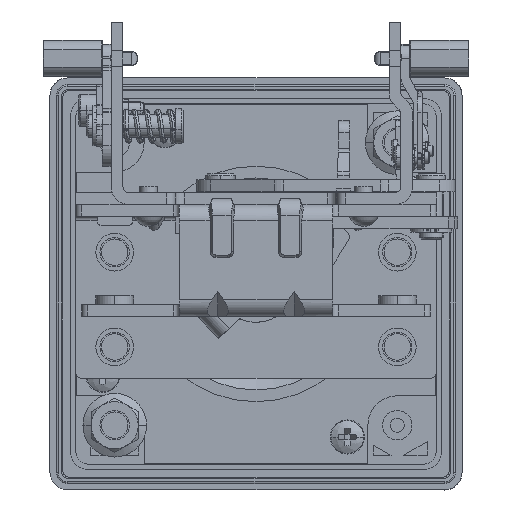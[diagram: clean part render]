
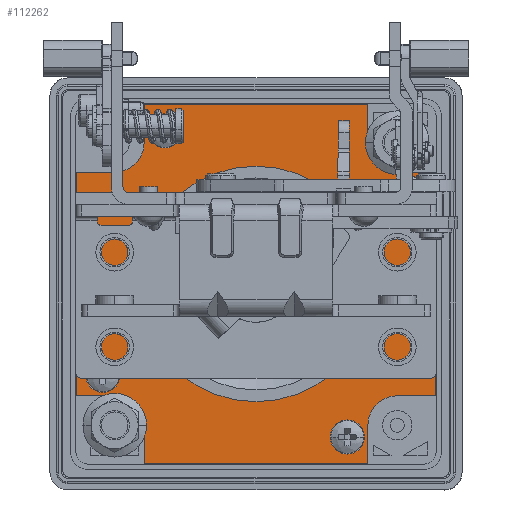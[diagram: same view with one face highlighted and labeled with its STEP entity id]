
A CAD part, front view. The second image highlights one B-rep face of the part: STEP entity #112262.
In plain terms, the highlighted face is planar.
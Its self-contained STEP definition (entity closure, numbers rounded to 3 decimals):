
#105931=CARTESIAN_POINT('',(-24.,-24.,0.5));
#105932=DIRECTION('',(0.,0.,-1.));
#105933=DIRECTION('',(0.,1.,0.));
#105934=AXIS2_PLACEMENT_3D('',#105931,#105932,#105933);
#105936=CARTESIAN_POINT('',(24.,-24.,0.5));
#105937=DIRECTION('',(0.,0.,-1.));
#105938=DIRECTION('',(-1.,0.,0.));
#105939=AXIS2_PLACEMENT_3D('',#105936,#105937,#105938);
#105941=CARTESIAN_POINT('',(24.,24.,0.5));
#105942=DIRECTION('',(0.,0.,-1.));
#105943=DIRECTION('',(0.,-1.,0.));
#105944=AXIS2_PLACEMENT_3D('',#105941,#105942,#105943);
#105946=CARTESIAN_POINT('',(-24.,24.,0.5));
#105947=DIRECTION('',(0.,0.,-1.));
#105948=DIRECTION('',(1.,0.,0.));
#105949=AXIS2_PLACEMENT_3D('',#105946,#105947,#105948);
#105951=CARTESIAN_POINT('',(0.,0.,0.5));
#105952=DIRECTION('',(0.,0.,-1.));
#105953=DIRECTION('',(0.,1.,0.));
#105954=AXIS2_PLACEMENT_3D('',#105951,#105952,#105953);
#105956=CARTESIAN_POINT('',(0.,0.,0.5));
#105957=DIRECTION('',(0.,0.,-1.));
#105958=DIRECTION('',(1.,0.,0.));
#105959=AXIS2_PLACEMENT_3D('',#105956,#105957,#105958);
#105961=CARTESIAN_POINT('',(0.,0.,0.5));
#105962=DIRECTION('',(0.,0.,-1.));
#105963=DIRECTION('',(0.,-1.,0.));
#105964=AXIS2_PLACEMENT_3D('',#105961,#105962,#105963);
#105966=CARTESIAN_POINT('',(0.,0.,0.5));
#105967=DIRECTION('',(0.,0.,-1.));
#105968=DIRECTION('',(-1.,0.,0.));
#105969=AXIS2_PLACEMENT_3D('',#105966,#105967,#105968);
#105971=CARTESIAN_POINT('',(-26.,15.5,0.5));
#105972=DIRECTION('',(0.,0.,-1.));
#105973=DIRECTION('',(0.,-1.,0.));
#105974=AXIS2_PLACEMENT_3D('',#105971,#105972,#105973);
#105976=CARTESIAN_POINT('',(-26.,15.5,0.5));
#105977=DIRECTION('',(0.,0.,-1.));
#105978=DIRECTION('',(0.,1.,0.));
#105979=AXIS2_PLACEMENT_3D('',#105976,#105977,#105978);
#105981=CARTESIAN_POINT('',(-15.5,-26.,0.5));
#105982=DIRECTION('',(0.,0.,-1.));
#105983=DIRECTION('',(0.,-1.,0.));
#105984=AXIS2_PLACEMENT_3D('',#105981,#105982,#105983);
#105986=CARTESIAN_POINT('',(-15.5,-26.,0.5));
#105987=DIRECTION('',(0.,0.,-1.));
#105988=DIRECTION('',(0.,1.,0.));
#105989=AXIS2_PLACEMENT_3D('',#105986,#105987,#105988);
#105991=CARTESIAN_POINT('',(15.5,26.,0.5));
#105992=DIRECTION('',(0.,0.,-1.));
#105993=DIRECTION('',(0.,-1.,0.));
#105994=AXIS2_PLACEMENT_3D('',#105991,#105992,#105993);
#105996=CARTESIAN_POINT('',(15.5,26.,0.5));
#105997=DIRECTION('',(0.,0.,-1.));
#105998=DIRECTION('',(0.,1.,0.));
#105999=AXIS2_PLACEMENT_3D('',#105996,#105997,#105998);
#106001=CARTESIAN_POINT('',(26.,-15.5,0.5));
#106002=DIRECTION('',(0.,0.,-1.));
#106003=DIRECTION('',(0.,-1.,0.));
#106004=AXIS2_PLACEMENT_3D('',#106001,#106002,#106003);
#106006=CARTESIAN_POINT('',(26.,-15.5,0.5));
#106007=DIRECTION('',(0.,0.,-1.));
#106008=DIRECTION('',(0.,1.,0.));
#106009=AXIS2_PLACEMENT_3D('',#106006,#106007,#106008);
#106015=DIRECTION('',(1.,0.,0.));
#106016=VECTOR('',#106015,6.5);
#106017=CARTESIAN_POINT('',(-30.5,19.,0.5));
#106018=LINE('',#106017,#106016);
#106023=DIRECTION('',(0.,1.,0.));
#106024=VECTOR('',#106023,38.);
#106025=CARTESIAN_POINT('',(-30.5,-19.,0.5));
#106026=LINE('',#106025,#106024);
#106027=DIRECTION('',(-1.,0.,0.));
#106028=VECTOR('',#106027,6.5);
#106029=CARTESIAN_POINT('',(-24.,-19.,0.5));
#106030=LINE('',#106029,#106028);
#106043=DIRECTION('',(0.,1.,0.));
#106044=VECTOR('',#106043,6.5);
#106045=CARTESIAN_POINT('',(-19.,-30.5,0.5));
#106046=LINE('',#106045,#106044);
#106051=DIRECTION('',(-1.,0.,0.));
#106052=VECTOR('',#106051,38.);
#106053=CARTESIAN_POINT('',(19.,-30.5,0.5));
#106054=LINE('',#106053,#106052);
#106055=DIRECTION('',(0.,-1.,0.));
#106056=VECTOR('',#106055,6.5);
#106057=CARTESIAN_POINT('',(19.,-24.,0.5));
#106058=LINE('',#106057,#106056);
#106071=DIRECTION('',(-1.,0.,0.));
#106072=VECTOR('',#106071,6.5);
#106073=CARTESIAN_POINT('',(30.5,-19.,0.5));
#106074=LINE('',#106073,#106072);
#106079=DIRECTION('',(0.,-1.,0.));
#106080=VECTOR('',#106079,38.);
#106081=CARTESIAN_POINT('',(30.5,19.,0.5));
#106082=LINE('',#106081,#106080);
#106083=DIRECTION('',(1.,0.,0.));
#106084=VECTOR('',#106083,6.5);
#106085=CARTESIAN_POINT('',(24.,19.,0.5));
#106086=LINE('',#106085,#106084);
#106099=DIRECTION('',(0.,-1.,0.));
#106100=VECTOR('',#106099,6.5);
#106101=CARTESIAN_POINT('',(19.,30.5,0.5));
#106102=LINE('',#106101,#106100);
#106107=DIRECTION('',(1.,0.,0.));
#106108=VECTOR('',#106107,38.);
#106109=CARTESIAN_POINT('',(-19.,30.5,0.5));
#106110=LINE('',#106109,#106108);
#106111=DIRECTION('',(0.,1.,0.));
#106112=VECTOR('',#106111,6.5);
#106113=CARTESIAN_POINT('',(-19.,24.,0.5));
#106114=LINE('',#106113,#106112);
#107801=CARTESIAN_POINT('',(0.,-20.,0.5));
#107802=VERTEX_POINT('',#107801);
#107803=CARTESIAN_POINT('',(20.,0.,0.5));
#107804=VERTEX_POINT('',#107803);
#107805=CARTESIAN_POINT('',(0.,20.,0.5));
#107806=VERTEX_POINT('',#107805);
#107811=CARTESIAN_POINT('',(-20.,0.,0.5));
#107812=VERTEX_POINT('',#107811);
#107813=CARTESIAN_POINT('',(-30.5,19.,0.5));
#107814=CARTESIAN_POINT('',(-24.,19.,0.5));
#107815=VERTEX_POINT('',#107813);
#107816=VERTEX_POINT('',#107814);
#107817=CARTESIAN_POINT('',(-30.5,-19.,0.5));
#107818=VERTEX_POINT('',#107817);
#107819=CARTESIAN_POINT('',(-24.,-19.,0.5));
#107820=VERTEX_POINT('',#107819);
#107821=CARTESIAN_POINT('',(-19.,-24.,0.5));
#107822=VERTEX_POINT('',#107821);
#107823=CARTESIAN_POINT('',(-19.,-30.5,0.5));
#107824=VERTEX_POINT('',#107823);
#107825=CARTESIAN_POINT('',(19.,-30.5,0.5));
#107826=VERTEX_POINT('',#107825);
#107827=CARTESIAN_POINT('',(19.,-24.,0.5));
#107828=VERTEX_POINT('',#107827);
#107829=CARTESIAN_POINT('',(24.,-19.,0.5));
#107830=VERTEX_POINT('',#107829);
#107831=CARTESIAN_POINT('',(30.5,-19.,0.5));
#107832=VERTEX_POINT('',#107831);
#107833=CARTESIAN_POINT('',(30.5,19.,0.5));
#107834=VERTEX_POINT('',#107833);
#107835=CARTESIAN_POINT('',(24.,19.,0.5));
#107836=VERTEX_POINT('',#107835);
#107837=CARTESIAN_POINT('',(19.,24.,0.5));
#107838=VERTEX_POINT('',#107837);
#107839=CARTESIAN_POINT('',(19.,30.5,0.5));
#107840=VERTEX_POINT('',#107839);
#107841=CARTESIAN_POINT('',(-19.,30.5,0.5));
#107842=VERTEX_POINT('',#107841);
#107843=CARTESIAN_POINT('',(-19.,24.,0.5));
#107844=VERTEX_POINT('',#107843);
#107845=CARTESIAN_POINT('',(-26.,12.6,0.5));
#107846=CARTESIAN_POINT('',(-26.,18.4,0.5));
#107847=VERTEX_POINT('',#107845);
#107848=VERTEX_POINT('',#107846);
#107849=CARTESIAN_POINT('',(-15.5,-28.9,0.5));
#107850=CARTESIAN_POINT('',(-15.5,-23.1,0.5));
#107851=VERTEX_POINT('',#107849);
#107852=VERTEX_POINT('',#107850);
#107853=CARTESIAN_POINT('',(15.5,23.1,0.5));
#107854=CARTESIAN_POINT('',(15.5,28.9,0.5));
#107855=VERTEX_POINT('',#107853);
#107856=VERTEX_POINT('',#107854);
#107857=CARTESIAN_POINT('',(26.,-18.4,0.5));
#107858=CARTESIAN_POINT('',(26.,-12.6,0.5));
#107859=VERTEX_POINT('',#107857);
#107860=VERTEX_POINT('',#107858);
#112193=CARTESIAN_POINT('',(0.,0.,0.5));
#112194=DIRECTION('',(0.,0.,-1.));
#112195=DIRECTION('',(0.,-1.,0.));
#112196=AXIS2_PLACEMENT_3D('',#112193,#112194,#112195);
#112197=PLANE('',#112196);
#112199=ORIENTED_EDGE('',*,*,#112198,.F.);
#112201=ORIENTED_EDGE('',*,*,#112200,.F.);
#112203=ORIENTED_EDGE('',*,*,#112202,.F.);
#112205=ORIENTED_EDGE('',*,*,#112204,.T.);
#112207=ORIENTED_EDGE('',*,*,#112206,.F.);
#112209=ORIENTED_EDGE('',*,*,#112208,.F.);
#112211=ORIENTED_EDGE('',*,*,#112210,.F.);
#112213=ORIENTED_EDGE('',*,*,#112212,.T.);
#112215=ORIENTED_EDGE('',*,*,#112214,.F.);
#112217=ORIENTED_EDGE('',*,*,#112216,.F.);
#112219=ORIENTED_EDGE('',*,*,#112218,.F.);
#112221=ORIENTED_EDGE('',*,*,#112220,.T.);
#112223=ORIENTED_EDGE('',*,*,#112222,.F.);
#112225=ORIENTED_EDGE('',*,*,#112224,.F.);
#112227=ORIENTED_EDGE('',*,*,#112226,.F.);
#112229=ORIENTED_EDGE('',*,*,#112228,.T.);
#112230=EDGE_LOOP('',(#112199,#112201,#112203,#112205,#112207,#112209,#112211,
#112213,#112215,#112217,#112219,#112221,#112223,#112225,#112227,#112229));
#112231=FACE_OUTER_BOUND('',#112230,.F.);
#112232=ORIENTED_EDGE('',*,*,#112148,.T.);
#112233=ORIENTED_EDGE('',*,*,#112146,.T.);
#112234=ORIENTED_EDGE('',*,*,#112177,.T.);
#112235=ORIENTED_EDGE('',*,*,#112175,.T.);
#112236=EDGE_LOOP('',(#112232,#112233,#112234,#112235));
#112237=FACE_BOUND('',#112236,.F.);
#112239=ORIENTED_EDGE('',*,*,#112238,.T.);
#112241=ORIENTED_EDGE('',*,*,#112240,.T.);
#112242=EDGE_LOOP('',(#112239,#112241));
#112243=FACE_BOUND('',#112242,.F.);
#112245=ORIENTED_EDGE('',*,*,#112244,.T.);
#112247=ORIENTED_EDGE('',*,*,#112246,.T.);
#112248=EDGE_LOOP('',(#112245,#112247));
#112249=FACE_BOUND('',#112248,.F.);
#112251=ORIENTED_EDGE('',*,*,#112250,.T.);
#112253=ORIENTED_EDGE('',*,*,#112252,.T.);
#112254=EDGE_LOOP('',(#112251,#112253));
#112255=FACE_BOUND('',#112254,.F.);
#112257=ORIENTED_EDGE('',*,*,#112256,.T.);
#112259=ORIENTED_EDGE('',*,*,#112258,.T.);
#112260=EDGE_LOOP('',(#112257,#112259));
#112261=FACE_BOUND('',#112260,.F.);
#112262=ADVANCED_FACE('',(#112231,#112237,#112243,#112249,#112255,#112261),
#112197,.T.);
#105935=CIRCLE('',#105934,5.);
#105940=CIRCLE('',#105939,5.);
#105945=CIRCLE('',#105944,5.);
#105950=CIRCLE('',#105949,5.);
#105955=CIRCLE('',#105954,20.);
#105960=CIRCLE('',#105959,20.);
#105965=CIRCLE('',#105964,20.);
#105970=CIRCLE('',#105969,20.);
#105975=CIRCLE('',#105974,2.9);
#105980=CIRCLE('',#105979,2.9);
#105985=CIRCLE('',#105984,2.9);
#105990=CIRCLE('',#105989,2.9);
#105995=CIRCLE('',#105994,2.9);
#106000=CIRCLE('',#105999,2.9);
#106005=CIRCLE('',#106004,2.9);
#106010=CIRCLE('',#106009,2.9);
#112146=EDGE_CURVE('',#107804,#107802,#105960,.T.);
#112148=EDGE_CURVE('',#107806,#107804,#105955,.T.);
#112175=EDGE_CURVE('',#107812,#107806,#105970,.T.);
#112177=EDGE_CURVE('',#107802,#107812,#105965,.T.);
#112198=EDGE_CURVE('',#107815,#107816,#106018,.T.);
#112200=EDGE_CURVE('',#107818,#107815,#106026,.T.);
#112202=EDGE_CURVE('',#107820,#107818,#106030,.T.);
#112204=EDGE_CURVE('',#107820,#107822,#105935,.T.);
#112206=EDGE_CURVE('',#107824,#107822,#106046,.T.);
#112208=EDGE_CURVE('',#107826,#107824,#106054,.T.);
#112210=EDGE_CURVE('',#107828,#107826,#106058,.T.);
#112212=EDGE_CURVE('',#107828,#107830,#105940,.T.);
#112214=EDGE_CURVE('',#107832,#107830,#106074,.T.);
#112216=EDGE_CURVE('',#107834,#107832,#106082,.T.);
#112218=EDGE_CURVE('',#107836,#107834,#106086,.T.);
#112220=EDGE_CURVE('',#107836,#107838,#105945,.T.);
#112222=EDGE_CURVE('',#107840,#107838,#106102,.T.);
#112224=EDGE_CURVE('',#107842,#107840,#106110,.T.);
#112226=EDGE_CURVE('',#107844,#107842,#106114,.T.);
#112228=EDGE_CURVE('',#107844,#107816,#105950,.T.);
#112238=EDGE_CURVE('',#107847,#107848,#105975,.T.);
#112240=EDGE_CURVE('',#107848,#107847,#105980,.T.);
#112244=EDGE_CURVE('',#107851,#107852,#105985,.T.);
#112246=EDGE_CURVE('',#107852,#107851,#105990,.T.);
#112250=EDGE_CURVE('',#107855,#107856,#105995,.T.);
#112252=EDGE_CURVE('',#107856,#107855,#106000,.T.);
#112256=EDGE_CURVE('',#107859,#107860,#106005,.T.);
#112258=EDGE_CURVE('',#107860,#107859,#106010,.T.);
